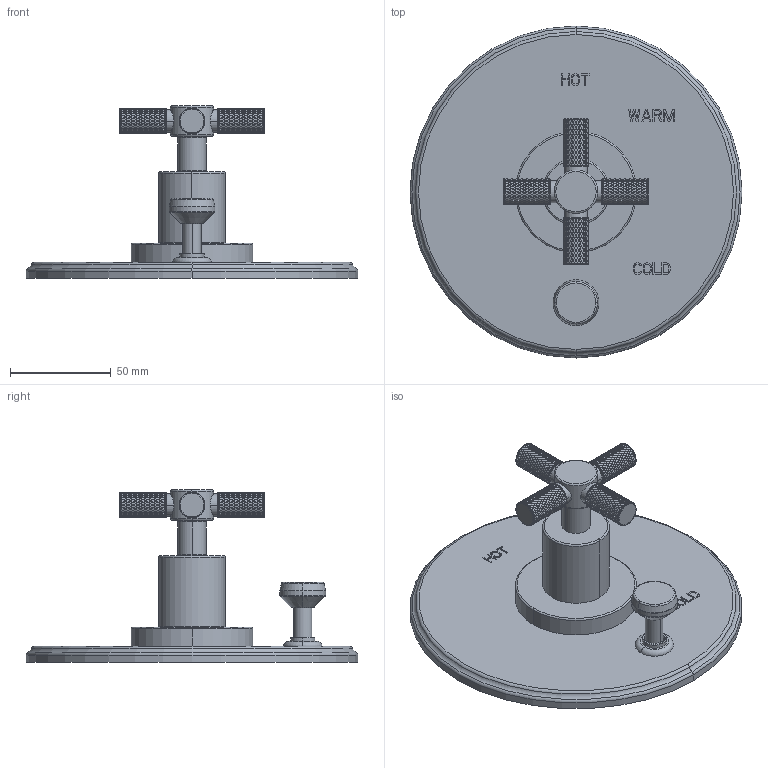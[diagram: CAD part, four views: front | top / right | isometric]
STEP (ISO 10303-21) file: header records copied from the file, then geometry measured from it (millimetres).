
FILE_DESCRIPTION((''),'2;1');
FILE_NAME('5-3302BP','2021-09-20T15:44:08',('jinson.thomas'),(''),'CREO PARAMETRIC BY PTC INC, 2018400','CREO PARAMETRIC BY PTC INC, 2018400','');
FILE_SCHEMA(('CONFIG_CONTROL_DESIGN'));
Products named in the file (1): 5-3302BP
Bounding box: 165.1 x 165.1 x 85.83 mm (x, y, z)
Volume: 251163 mm3; surface area: 61688.3 mm2
Topology: 1 solids, 1 shells, 11456 faces, 23583 edges, 12166 vertices
Faces by surface type: bspline 8960, cylinder 2166, plane 284, torus 42, cone 4
Entity records: 456333 total; most frequent: CARTESIAN_POINT 293661, ORIENTED_EDGE 47166, EDGE_CURVE 23583, B_SPLINE_CURVE_WITH_KNOTS 22412, VERTEX_POINT 12166, EDGE_LOOP 11493, FACE_OUTER_BOUND 11456, ADVANCED_FACE 11456
